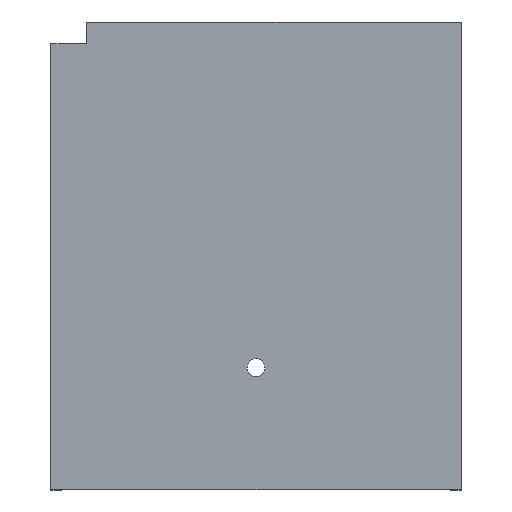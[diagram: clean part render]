
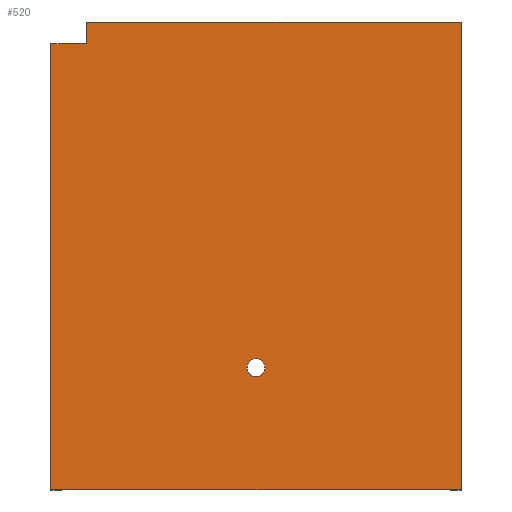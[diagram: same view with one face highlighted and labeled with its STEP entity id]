
A CAD part, top view. The second image highlights one B-rep face of the part: STEP entity #520.
In plain terms, the highlighted planar face has unit normal (0, 0, 1).
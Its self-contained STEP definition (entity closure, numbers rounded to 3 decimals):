
#17=FACE_BOUND('',#80,.T.);
#18=CIRCLE('',#553,1.25);
#50=FACE_OUTER_BOUND('',#79,.T.);
#79=EDGE_LOOP('',(#462,#463,#464,#465,#466,#467));
#80=EDGE_LOOP('',(#468));
#134=LINE('',#805,#200);
#138=LINE('',#822,#204);
#140=LINE('',#826,#206);
#142=LINE('',#830,#208);
#144=LINE('',#834,#210);
#146=LINE('',#837,#212);
#200=VECTOR('',#655,10.);
#204=VECTOR('',#675,10.);
#206=VECTOR('',#679,10.);
#208=VECTOR('',#683,10.);
#210=VECTOR('',#687,10.);
#212=VECTOR('',#691,10.);
#249=VERTEX_POINT('',#802);
#250=VERTEX_POINT('',#804);
#251=VERTEX_POINT('',#808);
#255=VERTEX_POINT('',#821);
#256=VERTEX_POINT('',#825);
#257=VERTEX_POINT('',#829);
#258=VERTEX_POINT('',#833);
#312=EDGE_CURVE('',#250,#249,#134,.T.);
#314=EDGE_CURVE('',#251,#251,#18,.T.);
#320=EDGE_CURVE('',#255,#250,#138,.T.);
#322=EDGE_CURVE('',#256,#255,#140,.T.);
#324=EDGE_CURVE('',#257,#256,#142,.T.);
#326=EDGE_CURVE('',#258,#257,#144,.T.);
#328=EDGE_CURVE('',#249,#258,#146,.T.);
#462=ORIENTED_EDGE('',*,*,#312,.T.);
#463=ORIENTED_EDGE('',*,*,#328,.T.);
#464=ORIENTED_EDGE('',*,*,#326,.T.);
#465=ORIENTED_EDGE('',*,*,#324,.T.);
#466=ORIENTED_EDGE('',*,*,#322,.T.);
#467=ORIENTED_EDGE('',*,*,#320,.T.);
#468=ORIENTED_EDGE('',*,*,#314,.F.);
#493=PLANE('',#565);
#520=ADVANCED_FACE('',(#50,#17),#493,.T.);
#553=AXIS2_PLACEMENT_3D('',#809,#659,#660);
#565=AXIS2_PLACEMENT_3D('',#839,#694,#695);
#655=DIRECTION('',(1.,0.,0.));
#659=DIRECTION('center_axis',(0.,0.,1.));
#660=DIRECTION('ref_axis',(-1.,0.,0.));
#675=DIRECTION('',(0.,-1.,0.));
#679=DIRECTION('',(-1.,0.,0.));
#683=DIRECTION('',(0.,-1.,0.));
#687=DIRECTION('',(-1.,0.,0.));
#691=DIRECTION('',(0.,1.,0.));
#694=DIRECTION('center_axis',(0.,0.,1.));
#695=DIRECTION('ref_axis',(1.,0.,0.));
#802=CARTESIAN_POINT('',(57.,0.,7.4));
#804=CARTESIAN_POINT('',(0.,0.,7.4));
#805=CARTESIAN_POINT('',(0.,0.,7.4));
#808=CARTESIAN_POINT('',(29.75,17.,7.4));
#809=CARTESIAN_POINT('Origin',(28.5,17.,7.4));
#821=CARTESIAN_POINT('',(0.,62.,7.4));
#822=CARTESIAN_POINT('',(0.,62.,7.4));
#825=CARTESIAN_POINT('',(5.,62.,7.4));
#826=CARTESIAN_POINT('',(5.,62.,7.4));
#829=CARTESIAN_POINT('',(5.,65.,7.4));
#830=CARTESIAN_POINT('',(5.,65.,7.4));
#833=CARTESIAN_POINT('',(57.,65.,7.4));
#834=CARTESIAN_POINT('',(57.,65.,7.4));
#837=CARTESIAN_POINT('',(57.,0.,7.4));
#839=CARTESIAN_POINT('Origin',(28.5,31.,7.4));
